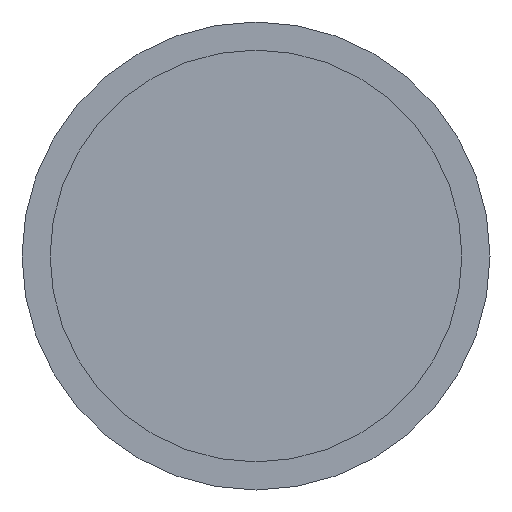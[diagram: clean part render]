
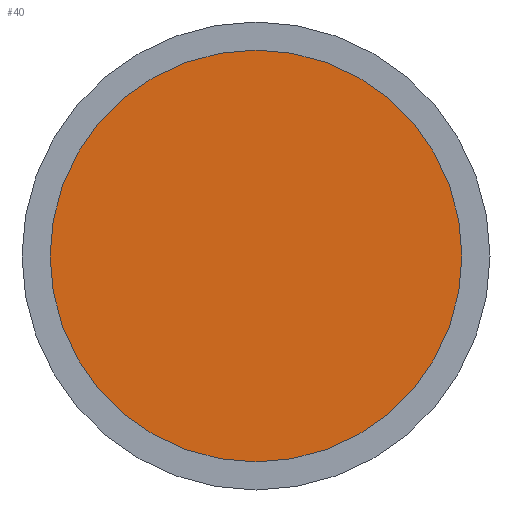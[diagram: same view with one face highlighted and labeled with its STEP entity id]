
A CAD part, front view. The second image highlights one B-rep face of the part: STEP entity #40.
In plain terms, the highlighted planar face has unit normal (0, -1, 0).
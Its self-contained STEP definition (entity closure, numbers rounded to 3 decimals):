
#40 = ADVANCED_FACE( '', ( #81 ), #82, .F. );
#81 = FACE_OUTER_BOUND( '', #153, .T. );
#82 = PLANE( '', #154 );
#153 = EDGE_LOOP( '', ( #190 ) );
#154 = AXIS2_PLACEMENT_3D( '', #191, #192, #193 );
#190 = ORIENTED_EDGE( '', *, *, #218, .T. );
#191 = CARTESIAN_POINT( '', ( 17.6, -2., 0. ) );
#192 = DIRECTION( '', ( 0., 1., 0. ) );
#193 = DIRECTION( '', ( 0., 0., 1. ) );
#218 = EDGE_CURVE( '', #237, #237, #238, .T. );
#237 = VERTEX_POINT( '', #259 );
#238 = CIRCLE( '', #260, 17.6 );
#259 = CARTESIAN_POINT( '', ( 0., -2., -17.6 ) );
#260 = AXIS2_PLACEMENT_3D( '', #281, #282, #283 );
#281 = CARTESIAN_POINT( '', ( 0., -2., 0. ) );
#282 = DIRECTION( '', ( 0., -1., 0. ) );
#283 = DIRECTION( '', ( 0., 0., -1. ) );
